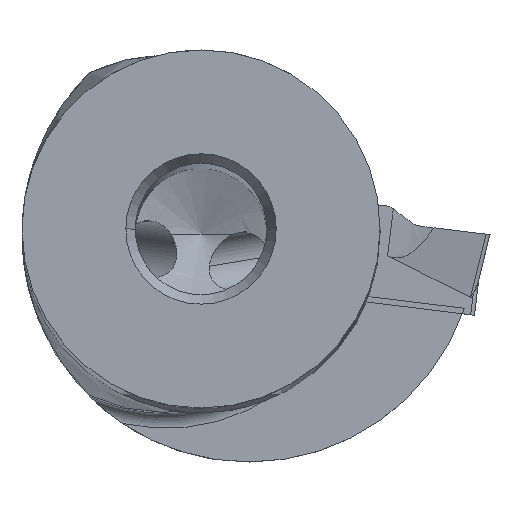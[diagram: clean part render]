
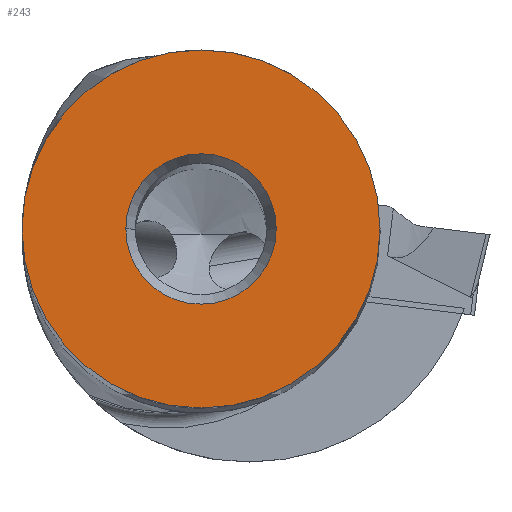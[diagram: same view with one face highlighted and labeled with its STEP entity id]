
A CAD part, top view. The second image highlights one B-rep face of the part: STEP entity #243.
In plain terms, the highlighted planar face has unit normal (0, 0, 1).
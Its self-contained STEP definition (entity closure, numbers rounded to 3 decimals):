
#54=FACE_BOUND('',#563,.T.);
#55=FACE_BOUND('',#564,.T.);
#243=ADVANCED_FACE('',(#54,#55),#341,.T.);
#341=PLANE('',#2985);
#563=EDGE_LOOP('',(#1075,#1076));
#564=EDGE_LOOP('',(#1077,#1078));
#1075=ORIENTED_EDGE('',*,*,#1930,.F.);
#1076=ORIENTED_EDGE('',*,*,#1925,.F.);
#1077=ORIENTED_EDGE('',*,*,#1931,.F.);
#1078=ORIENTED_EDGE('',*,*,#1932,.F.);
#1591=VERTEX_POINT('',#5261);
#1592=VERTEX_POINT('',#5263);
#1597=VERTEX_POINT('',#5276);
#1598=VERTEX_POINT('',#5277);
#1925=EDGE_CURVE('',#1592,#1591,#2278,.T.);
#1930=EDGE_CURVE('',#1591,#1592,#2279,.T.);
#1931=EDGE_CURVE('',#1597,#1598,#2280,.T.);
#1932=EDGE_CURVE('',#1598,#1597,#2281,.T.);
#2278=CIRCLE('',#2978,9.525);
#2279=CIRCLE('',#2982,9.525);
#2280=CIRCLE('',#2983,4.);
#2281=CIRCLE('',#2984,4.);
#2978=AXIS2_PLACEMENT_3D('',#5264,#3473,#3474);
#2982=AXIS2_PLACEMENT_3D('',#5274,#3483,#3484);
#2983=AXIS2_PLACEMENT_3D('',#5275,#3485,#3486);
#2984=AXIS2_PLACEMENT_3D('',#5278,#3487,#3488);
#2985=AXIS2_PLACEMENT_3D('',#5279,#3489,#3490);
#3473=DIRECTION('',(0.,0.,-1.));
#3474=DIRECTION('',(1.,0.,0.));
#3483=DIRECTION('',(0.,0.,-1.));
#3484=DIRECTION('',(-1.,0.,0.));
#3485=DIRECTION('',(0.,0.,1.));
#3486=DIRECTION('',(-1.,0.,0.));
#3487=DIRECTION('',(0.,0.,1.));
#3488=DIRECTION('',(1.,0.,0.));
#3489=DIRECTION('',(0.,0.,1.));
#3490=DIRECTION('',(1.,0.,0.));
#5261=CARTESIAN_POINT('',(-9.525,0.,0.));
#5263=CARTESIAN_POINT('',(9.525,0.,0.));
#5264=CARTESIAN_POINT('',(0.,0.,0.));
#5274=CARTESIAN_POINT('',(0.,0.,0.));
#5275=CARTESIAN_POINT('',(0.,0.,0.));
#5276=CARTESIAN_POINT('',(-4.,0.,0.));
#5277=CARTESIAN_POINT('',(4.,0.,0.));
#5278=CARTESIAN_POINT('',(0.,0.,0.));
#5279=CARTESIAN_POINT('',(0.,0.,0.));
